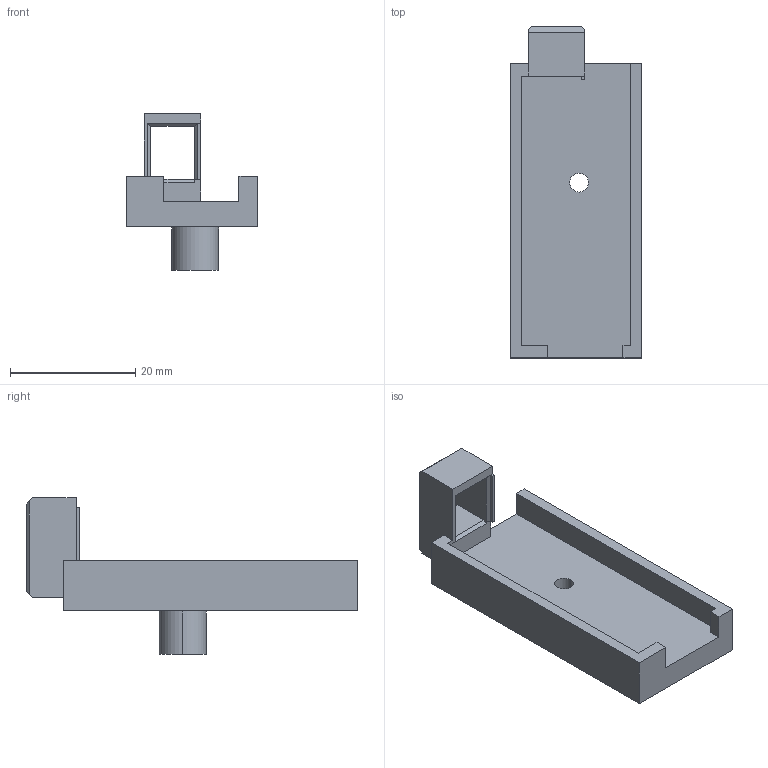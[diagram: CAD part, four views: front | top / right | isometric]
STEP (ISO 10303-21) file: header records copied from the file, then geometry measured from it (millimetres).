
FILE_DESCRIPTION(('STEP AP214'),'1');
FILE_NAME('KeyesIr_Mount.stp','2016-11-30T16:18:38',(' '),(' '),'Spatial InterOp 3D',' ',' ');
FILE_SCHEMA(('automotive_design'));
Length unit declared in the file: metre
Products named in the file (3): KeyesIr_Mount; Mount; Platform
Assembly tree (2 placements, depth 2):
  KeyesIr_Mount
    Mount
    Platform
Bounding box: 21 x 53 x 25 mm (x, y, z)
Volume: 5369.9 mm3; surface area: 4509.1 mm2
Topology: 2 solids, 2 shells, 50 faces, 132 edges, 86 vertices
Faces by surface type: plane 42, cylinder 8
Entity records: 2017 total; most frequent: CARTESIAN_POINT 271, ORIENTED_EDGE 264, DIRECTION 254, EDGE_CURVE 132, LINE 116, VECTOR 116, VERTEX_POINT 86, AXIS2_PLACEMENT_3D 69
